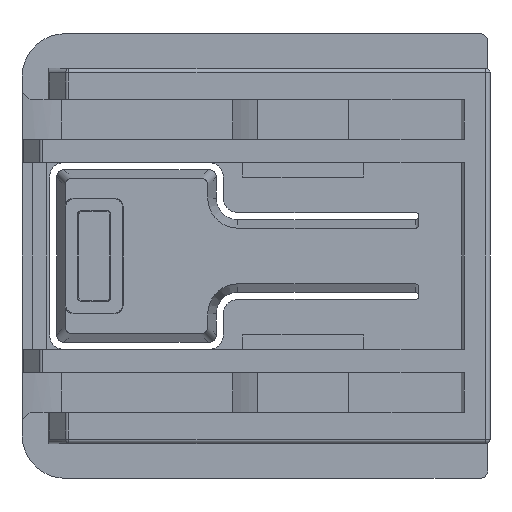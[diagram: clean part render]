
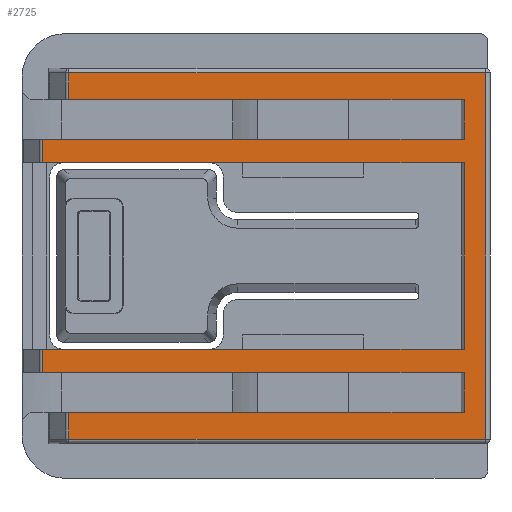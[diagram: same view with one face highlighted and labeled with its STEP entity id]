
A CAD part, front view. The second image highlights one B-rep face of the part: STEP entity #2725.
In plain terms, the highlighted planar face has unit normal (0, -1, 0).
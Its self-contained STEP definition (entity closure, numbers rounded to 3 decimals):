
#1=DIRECTION('',(1.,0.,0.));
#2=VECTOR('',#1,29.091);
#3=CARTESIAN_POINT('',(-9.726,0.,-6.45));
#4=LINE('',#3,#2);
#5=DIRECTION('',(0.,0.,1.));
#6=VECTOR('',#5,12.9);
#7=CARTESIAN_POINT('',(19.365,0.,-6.45));
#8=LINE('',#7,#6);
#9=DIRECTION('',(-1.,0.,0.));
#10=VECTOR('',#9,29.091);
#11=CARTESIAN_POINT('',(19.365,0.,6.45));
#12=LINE('',#11,#10);
#13=DIRECTION('',(1.,0.,0.));
#14=VECTOR('',#13,29.091);
#15=CARTESIAN_POINT('',(-9.726,0.,8.05));
#16=LINE('',#15,#14);
#17=DIRECTION('',(0.,0.,1.));
#18=VECTOR('',#17,2.75);
#19=CARTESIAN_POINT('',(19.365,0.,8.05));
#20=LINE('',#19,#18);
#21=DIRECTION('',(-1.,0.,0.));
#22=VECTOR('',#21,27.291);
#23=CARTESIAN_POINT('',(19.365,0.,10.8));
#24=LINE('',#23,#22);
#25=DIRECTION('',(1.,0.,0.));
#26=VECTOR('',#25,27.291);
#27=CARTESIAN_POINT('',(-7.926,0.,-10.8));
#28=LINE('',#27,#26);
#29=DIRECTION('',(0.,0.,1.));
#30=VECTOR('',#29,2.75);
#31=CARTESIAN_POINT('',(19.365,0.,-10.8));
#32=LINE('',#31,#30);
#33=DIRECTION('',(-1.,0.,0.));
#34=VECTOR('',#33,29.091);
#35=CARTESIAN_POINT('',(19.365,0.,-8.05));
#36=LINE('',#35,#34);
#41=DIRECTION('',(0.,0.,-1.));
#42=VECTOR('',#41,1.6);
#43=CARTESIAN_POINT('',(-9.726,0.,-6.45));
#44=LINE('',#43,#42);
#235=DIRECTION('',(0.,0.,-1.));
#236=VECTOR('',#235,1.85);
#237=CARTESIAN_POINT('',(-7.926,0.,-10.8));
#238=LINE('',#237,#236);
#258=DIRECTION('',(1.,0.,0.));
#259=VECTOR('',#258,28.781);
#260=CARTESIAN_POINT('',(-7.926,0.,-12.65));
#261=LINE('',#260,#259);
#281=DIRECTION('',(0.,0.,1.));
#282=VECTOR('',#281,25.3);
#283=CARTESIAN_POINT('',(20.856,0.,-12.65));
#284=LINE('',#283,#282);
#308=DIRECTION('',(-1.,0.,0.));
#309=VECTOR('',#308,28.781);
#310=CARTESIAN_POINT('',(20.856,0.,12.65));
#311=LINE('',#310,#309);
#331=DIRECTION('',(0.,0.,-1.));
#332=VECTOR('',#331,1.85);
#333=CARTESIAN_POINT('',(-7.926,0.,12.65));
#334=LINE('',#333,#332);
#988=DIRECTION('',(0.,0.,-1.));
#989=VECTOR('',#988,1.6);
#990=CARTESIAN_POINT('',(-9.726,0.,8.05));
#991=LINE('',#990,#989);
#2117=CARTESIAN_POINT('',(-9.726,0.,-6.45));
#2118=CARTESIAN_POINT('',(-9.726,0.,-8.05));
#2119=VERTEX_POINT('',#2117);
#2120=VERTEX_POINT('',#2118);
#2121=CARTESIAN_POINT('',(19.365,0.,-6.45));
#2122=VERTEX_POINT('',#2121);
#2123=CARTESIAN_POINT('',(19.365,0.,6.45));
#2124=VERTEX_POINT('',#2123);
#2125=CARTESIAN_POINT('',(-9.726,0.,6.45));
#2126=VERTEX_POINT('',#2125);
#2127=CARTESIAN_POINT('',(-9.726,0.,8.05));
#2128=VERTEX_POINT('',#2127);
#2129=CARTESIAN_POINT('',(19.365,0.,8.05));
#2130=VERTEX_POINT('',#2129);
#2131=CARTESIAN_POINT('',(19.365,0.,10.8));
#2132=VERTEX_POINT('',#2131);
#2133=CARTESIAN_POINT('',(-7.926,0.,10.8));
#2134=VERTEX_POINT('',#2133);
#2135=CARTESIAN_POINT('',(-7.926,0.,12.65));
#2136=VERTEX_POINT('',#2135);
#2137=CARTESIAN_POINT('',(20.856,0.,12.65));
#2138=VERTEX_POINT('',#2137);
#2139=CARTESIAN_POINT('',(20.856,0.,-12.65));
#2140=VERTEX_POINT('',#2139);
#2141=CARTESIAN_POINT('',(-7.926,0.,-12.65));
#2142=VERTEX_POINT('',#2141);
#2143=CARTESIAN_POINT('',(-7.926,0.,-10.8));
#2144=VERTEX_POINT('',#2143);
#2145=CARTESIAN_POINT('',(19.365,0.,-10.8));
#2146=VERTEX_POINT('',#2145);
#2147=CARTESIAN_POINT('',(19.365,0.,-8.05));
#2148=VERTEX_POINT('',#2147);
#2686=CARTESIAN_POINT('',(0.,0.,0.));
#2687=DIRECTION('',(0.,1.,0.));
#2688=DIRECTION('',(1.,0.,0.));
#2689=AXIS2_PLACEMENT_3D('',#2686,#2687,#2688);
#2690=PLANE('',#2689);
#2692=ORIENTED_EDGE('',*,*,#2691,.F.);
#2694=ORIENTED_EDGE('',*,*,#2693,.T.);
#2696=ORIENTED_EDGE('',*,*,#2695,.T.);
#2698=ORIENTED_EDGE('',*,*,#2697,.T.);
#2700=ORIENTED_EDGE('',*,*,#2699,.F.);
#2702=ORIENTED_EDGE('',*,*,#2701,.T.);
#2704=ORIENTED_EDGE('',*,*,#2703,.T.);
#2706=ORIENTED_EDGE('',*,*,#2705,.T.);
#2708=ORIENTED_EDGE('',*,*,#2707,.F.);
#2710=ORIENTED_EDGE('',*,*,#2709,.F.);
#2712=ORIENTED_EDGE('',*,*,#2711,.F.);
#2714=ORIENTED_EDGE('',*,*,#2713,.F.);
#2716=ORIENTED_EDGE('',*,*,#2715,.F.);
#2718=ORIENTED_EDGE('',*,*,#2717,.T.);
#2720=ORIENTED_EDGE('',*,*,#2719,.T.);
#2722=ORIENTED_EDGE('',*,*,#2721,.T.);
#2723=EDGE_LOOP('',(#2692,#2694,#2696,#2698,#2700,#2702,#2704,#2706,#2708,#2710,
#2712,#2714,#2716,#2718,#2720,#2722));
#2724=FACE_OUTER_BOUND('',#2723,.F.);
#2725=ADVANCED_FACE('',(#2724),#2690,.F.);
#2691=EDGE_CURVE('',#2119,#2120,#44,.T.);
#2693=EDGE_CURVE('',#2119,#2122,#4,.T.);
#2695=EDGE_CURVE('',#2122,#2124,#8,.T.);
#2697=EDGE_CURVE('',#2124,#2126,#12,.T.);
#2699=EDGE_CURVE('',#2128,#2126,#991,.T.);
#2701=EDGE_CURVE('',#2128,#2130,#16,.T.);
#2703=EDGE_CURVE('',#2130,#2132,#20,.T.);
#2705=EDGE_CURVE('',#2132,#2134,#24,.T.);
#2707=EDGE_CURVE('',#2136,#2134,#334,.T.);
#2709=EDGE_CURVE('',#2138,#2136,#311,.T.);
#2711=EDGE_CURVE('',#2140,#2138,#284,.T.);
#2713=EDGE_CURVE('',#2142,#2140,#261,.T.);
#2715=EDGE_CURVE('',#2144,#2142,#238,.T.);
#2717=EDGE_CURVE('',#2144,#2146,#28,.T.);
#2719=EDGE_CURVE('',#2146,#2148,#32,.T.);
#2721=EDGE_CURVE('',#2148,#2120,#36,.T.);
